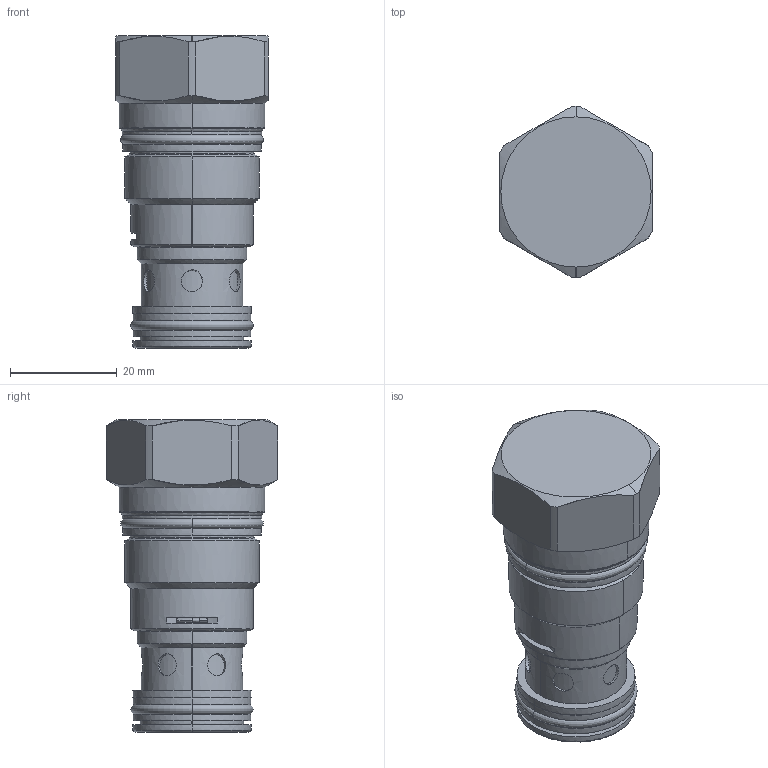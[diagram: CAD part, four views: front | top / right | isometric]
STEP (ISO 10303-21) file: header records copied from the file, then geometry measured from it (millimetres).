
FILE_DESCRIPTION((''),'2;1');
FILE_NAME('CXEDXAN_SW_PRT','2021-04-12T',('charlief'),(''),'PRO/ENGINEER BY PARAMETRIC TECHNOLOGY CORPORATION, 2016010','PRO/ENGINEER BY PARAMETRIC TECHNOLOGY CORPORATION, 2016010','');
FILE_SCHEMA(('CONFIG_CONTROL_DESIGN'));
Length unit declared in the file: inch
Products named in the file (1): CXEDXAN_SW_PRT
Bounding box: 28.57 x 32.21 x 58.72 mm (x, y, z)
Surface area: 9911 mm2 (no closed solid volume)
Topology: 0 solids, 0 shells, 175 faces, 834 edges, 818 vertices
Faces by surface type: bspline 148, torus 27
Entity records: 27510 total; most frequent: CARTESIAN_POINT 20322, DIRECTION 1156, TRIMMED_CURVE 901, DEFINITIONAL_REPRESENTATION 802, PCURVE 802, COMPOSITE_CURVE_SEGMENT 802, VECTOR 700, LINE 700
